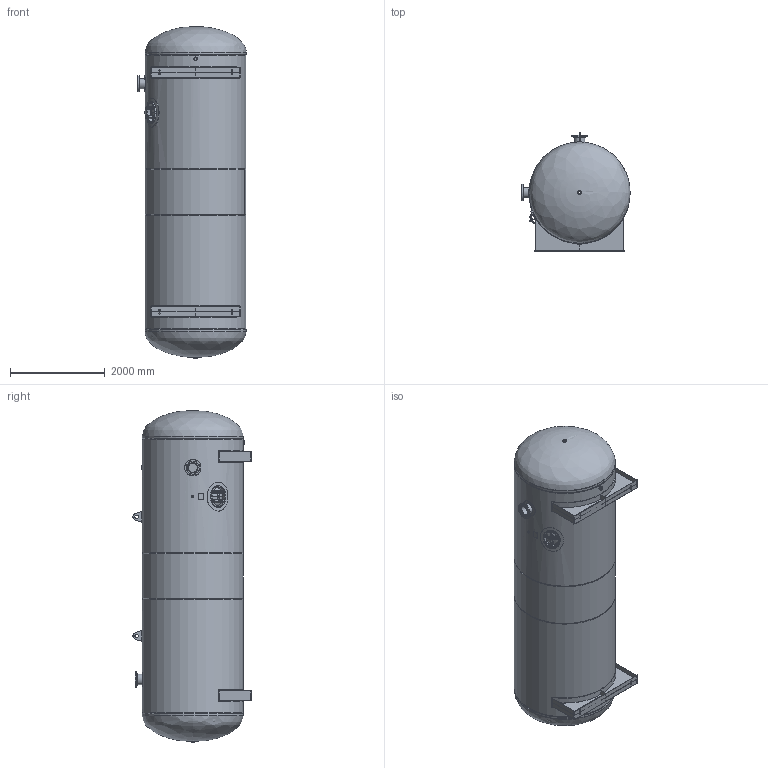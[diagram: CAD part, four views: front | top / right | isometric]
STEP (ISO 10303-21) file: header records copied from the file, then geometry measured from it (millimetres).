
FILE_DESCRIPTION(/* description */ ('HORIZONTAL AIR RECEIVER'),/* implementation_level */ '2;1');
FILE_NAME(/* name */ '236349.stp',/* time_stamp */ '2025-02-17T16:34:50-05:00',/* author */ ('Matt.Gilbert'),/* organization */ (''),/* preprocessor_version */ 'ST-DEVELOPER v18.1',/* originating_system */ 'Autodesk Inventor 2022',/* authorisation */ '');
FILE_SCHEMA (('AUTOMOTIVE_DESIGN { 1 0 10303 214 3 1 1 }'));
Length unit declared in the file: inch
Products named in the file (34): 236349; 133-164-1; 36-6686; 133-164-3; 36-6686_1; 133-164-4; 108626; 133-164-5; 108626_1; 147489; 180957; 180958; 180959; 180961; 180962; 180960; 115849; 12.00 X 16.00 X 4.000 X 1.000 RNG; 12X16 300# COVER; S100343-1 GASKET; YOKE; B00005; ANSI B18.2.1 - 1-8x5.5; 124646; 107211; 107155; 122575; 122576; 107973; 124621; 60-140; 64-053; 133-164-2; 36-6695
Assembly tree (45 placements, depth 3):
  236349
    133-164-1
      36-6686
    133-164-3
      36-6686_1
    133-164-4
      108626
    133-164-5
      108626_1
    147489  x2
    180957  x2
      180958
      180959
      180961
      180962
      180960
    115849
      12.00 X 16.00 X 4.000 X 1.000 RNG
      12X16 300# COVER
      S100343-1 GASKET
      YOKE  x2
      B00005  x2
      ANSI B18.2.1 - 1-8x5.5  x2
    124646
    107211  x4
    107155
    122575  x2
      122576
      107973
    124621  x2
    60-140
      64-053
    133-164-2
      36-6695
Bounding box: 2286 x 2492.09 x 7010.4 mm (x, y, z)
Volume: 667457882.9 mm3; surface area: 108571307.1 mm2
Topology: 43 solids, 43 shells, 569 faces, 1342 edges, 860 vertices
Faces by surface type: plane 251, cylinder 157, bspline 75, cone 52, torus 34
Full cylindrical faces by diameter (mm): 6.35 x4, 21.971 x2, 22.225 x16, 25.4 x2, 28.575 x10, 30.302 x1, 44.45 x1, 46.05 x1, 55.562 x4, 56.667 x4, 76.2 x6, 77.8 x4, 193.675 x2, 219.075 x2, 221.488 x2, 222.25 x2, 246.075 x2, 270.002 x2, 342.9 x2, 2108.2 x2, 2133.6 x5
Entity records: 17640 total; most frequent: CARTESIAN_POINT 8700, ORIENTED_EDGE 1624, DIRECTION 1556, EDGE_CURVE 812, AXIS2_PLACEMENT_3D 615, VERTEX_POINT 527, EDGE_LOOP 413, FACE_OUTER_BOUND 334
